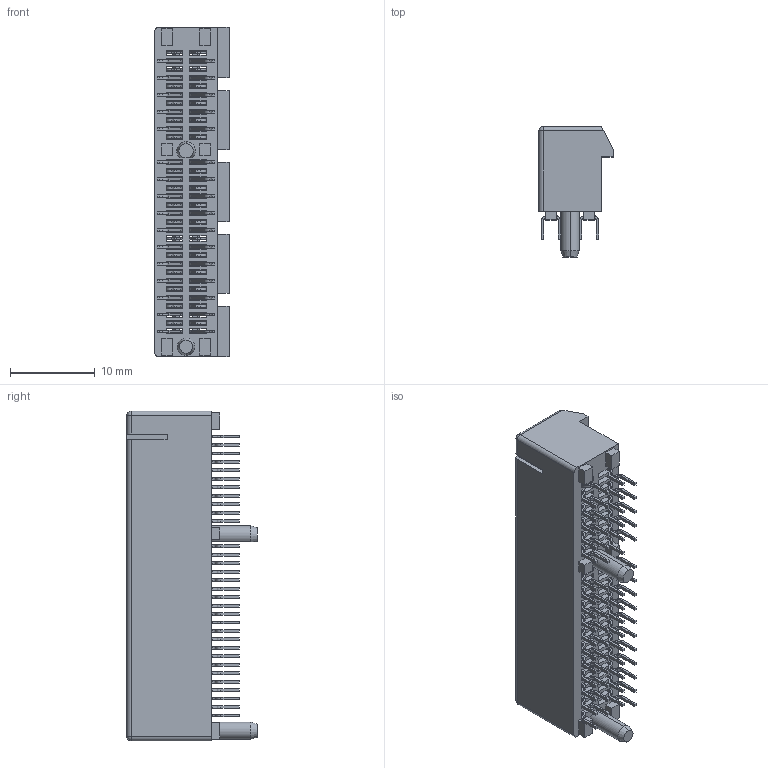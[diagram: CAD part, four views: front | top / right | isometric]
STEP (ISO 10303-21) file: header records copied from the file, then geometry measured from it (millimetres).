
FILE_DESCRIPTION (( 'STEP AP203' ), '1' );
FILE_NAME ('TE PCIe Express x4 (2.3mm Pins).STEP', '2015-01-12T00:38:05', ( '' ), ( '' ), 'SwSTEP 2.0', 'SolidWorks 2013', '' );
FILE_SCHEMA (( 'CONFIG_CONTROL_DESIGN' ));
Length unit declared in the file: millimetre
Products named in the file (4): PCIe Body_PCIe x4; Pins_Internal Pin (Short); Pins_External Pin (Short); TE PCIe Express x4 (2.3mm Pins)
Assembly tree (65 placements, depth 2):
  TE PCIe Express x4 (2.3mm Pins)
    PCIe Body_PCIe x4
    Pins_Internal Pin (Short)  x32
    Pins_External Pin (Short)  x32
Bounding box: 8.8 x 15.4 x 39 mm (x, y, z)
Volume: 2051.3 mm3; surface area: 5658.4 mm2
Topology: 65 solids, 65 shells, 2340 faces, 6959 edges, 4629 vertices
Faces by surface type: plane 1556, cylinder 778, cone 4, sphere 2
Entity records: 29347 total; most frequent: ORIENTED_EDGE 4986, CARTESIAN_POINT 4958, DIRECTION 4151, EDGE_CURVE 2493, LINE 2419, VECTOR 2419, VERTEX_POINT 1653, AXIS2_PLACEMENT_3D 866
